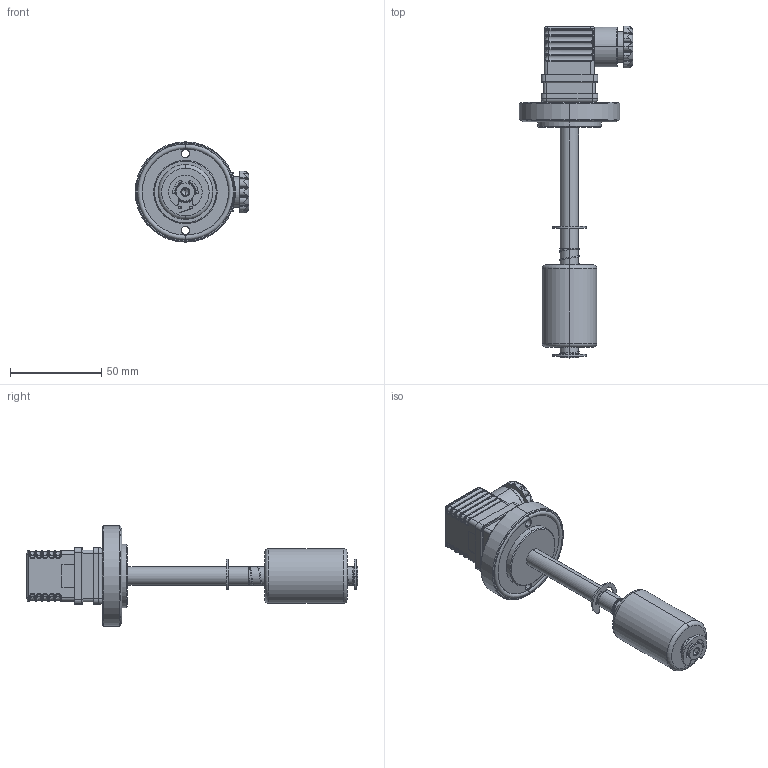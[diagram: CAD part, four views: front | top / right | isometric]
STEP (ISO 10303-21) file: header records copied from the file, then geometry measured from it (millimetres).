
FILE_DESCRIPTION (( 'STEP AP214' ), '1' );
FILE_NAME ('P32.STEP', '2020-02-12T15:42:26', ( '' ), ( '' ), 'SwSTEP 2.0', 'SolidWorks 2019', '' );
FILE_SCHEMA (( 'AUTOMOTIVE_DESIGN' ));
Length unit declared in the file: millimetre
Products named in the file (1): P32
Bounding box: 62.25 x 181.95 x 55 mm (x, y, z)
Surface area: 30358.8 mm2 (no closed solid volume)
Topology: 0 solids, 17 shells, 525 faces, 1397 edges, 879 vertices
Faces by surface type: cylinder 231, plane 128, bspline 84, torus 52, cone 20, sphere 10
Entity records: 32272 total; most frequent: CARTESIAN_POINT 14056, ORIENTED_EDGE 2578, DIRECTION 2565, EDGE_CURVE 1391, AXIS2_PLACEMENT_3D 1022, VERTEX_POINT 879, CIRCLE 580, EDGE_LOOP 562
